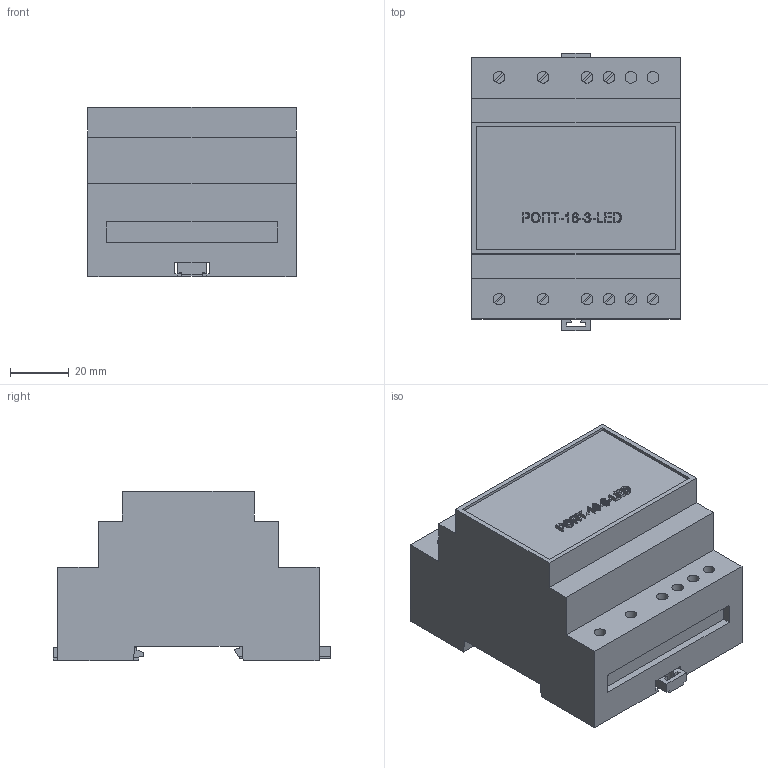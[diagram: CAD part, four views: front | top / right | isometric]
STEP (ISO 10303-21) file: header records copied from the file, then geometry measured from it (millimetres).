
FILE_DESCRIPTION(('STEP AP214'), '1');
FILE_NAME('倛玾-16-3-LED', '', ('UNSPECIFIED'), ('UNSPECIFIED'), 'ASCON STEP Converter 1.3', 'ASCON Math Kernel', '');
FILE_SCHEMA(('AUTOMOTIVE_DESIGN { 1 0 10303 214 3 1 1}'));
Length unit declared in the file: millimetre
Products named in the file (1): 玹襖.991002.012
Bounding box: 71 x 94.7 x 57.79 mm (x, y, z)
Volume: 62146.2 mm3; surface area: 64693.6 mm2
Topology: 2 solids, 3 shells, 702 faces, 1964 edges, 1308 vertices
Faces by surface type: plane 369, cylinder 333
Full cylindrical faces by diameter (mm): 4 x12
Entity records: 28394 total; most frequent: DIRECTION 4064, CARTESIAN_POINT 3963, ORIENTED_EDGE 3904, EDGE_CURVE 1952, AXIS2_PLACEMENT_3D 1409, VERTEX_POINT 1308, LINE 1246, VECTOR 1246
